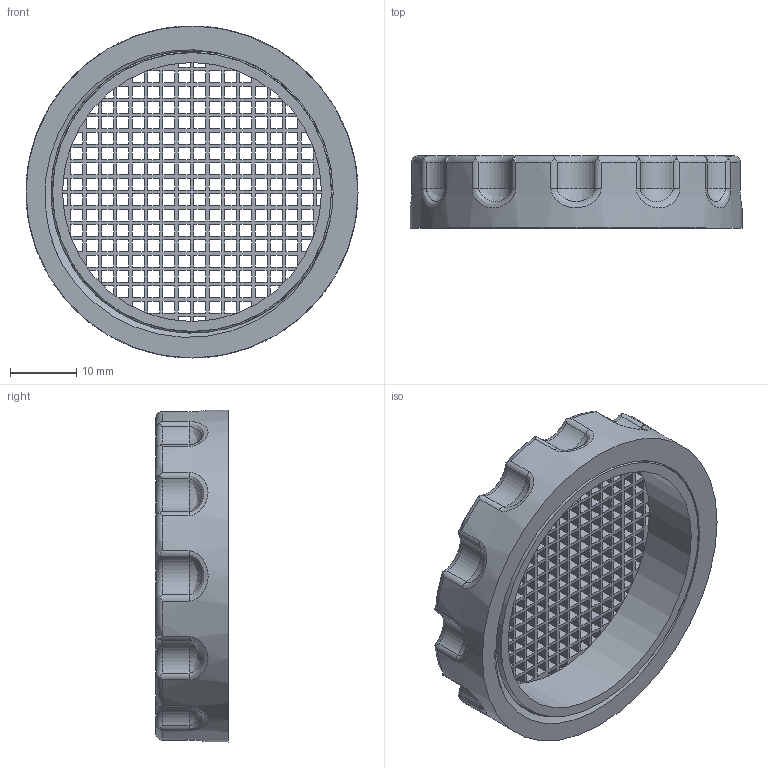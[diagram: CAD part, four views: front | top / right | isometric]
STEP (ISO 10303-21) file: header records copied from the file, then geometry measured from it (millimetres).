
FILE_DESCRIPTION(/* description */ (''),/* implementation_level */ '2;1');
FILE_NAME(/* name */ 'Silica Holder.step',/* time_stamp */ '2019-05-20T19:43:15-04:00',/* author */ ('ebb_27'),/* organization */ (''),/* preprocessor_version */ 'ST-DEVELOPER v18',/* originating_system */ 'Autodesk Translation Framework v8.2.0.1029',/* authorisation */ '');
FILE_SCHEMA (('AUTOMOTIVE_DESIGN { 1 0 10303 214 3 1 1 }'));
Length unit declared in the file: millimetre
Products named in the file (3): My Silica Holder; Thread Section; Cap
Assembly tree (2 placements, depth 2):
  My Silica Holder
    Thread Section
    Cap
Bounding box: 50 x 10.9 x 50 mm (x, y, z)
Volume: 9307.7 mm3; surface area: 12649.6 mm2
Topology: 2 solids, 2 shells, 1047 faces, 3092 edges, 2050 vertices
Faces by surface type: plane 938, cylinder 52, bspline 31, torus 24, sphere 2
Full cylindrical faces by diameter (mm): 39 x1, 42 x5, 42.5 x6, 50 x1
Entity records: 39048 total; most frequent: CARTESIAN_POINT 10378, ORIENTED_EDGE 6184, DIRECTION 5092, EDGE_CURVE 3092, LINE 2854, VECTOR 2854, VERTEX_POINT 2050, EDGE_LOOP 1514
